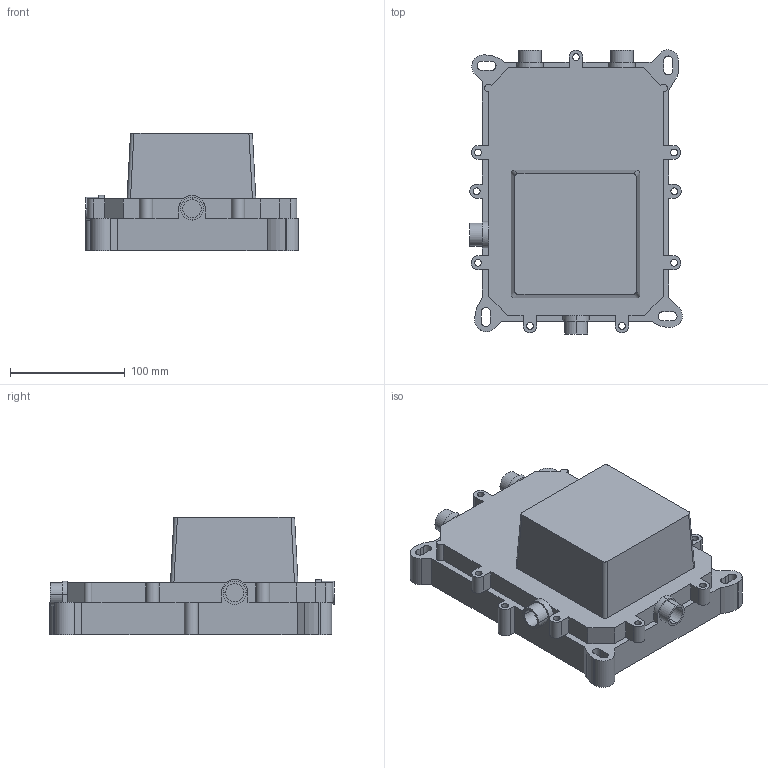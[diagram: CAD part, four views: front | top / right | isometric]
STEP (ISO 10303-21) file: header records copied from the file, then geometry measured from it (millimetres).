
FILE_DESCRIPTION (( 'STEP AP203' ), '1' );
FILE_NAME ('6527A+09450170.STEP', '2018-08-17T09:17:29', ( '' ), ( '' ), 'SwSTEP 2.0', 'SolidWorks 2016', '' );
FILE_SCHEMA (( 'CONFIG_CONTROL_DESIGN' ));
Length unit declared in the file: millimetre
Products named in the file (1): 6527A+09450170
Bounding box: 184.98 x 247.13 x 102 mm (x, y, z)
Volume: 2289929.2 mm3; surface area: 152144 mm2
Topology: 1 solids, 1 shells, 188 faces, 505 edges, 324 vertices
Faces by surface type: plane 118, cylinder 66, bspline 4
Entity records: 6302 total; most frequent: CARTESIAN_POINT 1374, ORIENTED_EDGE 1010, DIRECTION 1007, EDGE_CURVE 505, LINE 357, VECTOR 357, AXIS2_PLACEMENT_3D 325, VERTEX_POINT 324
